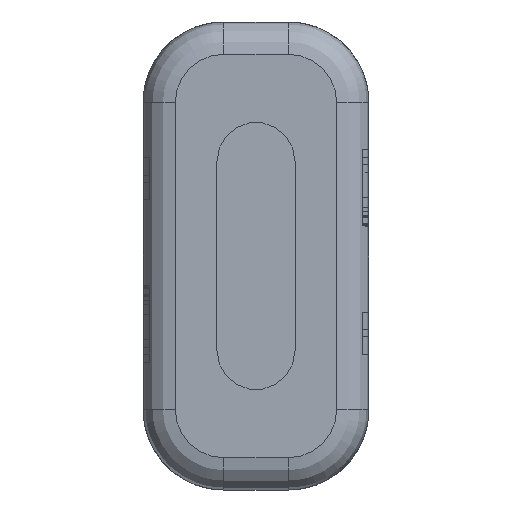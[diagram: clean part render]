
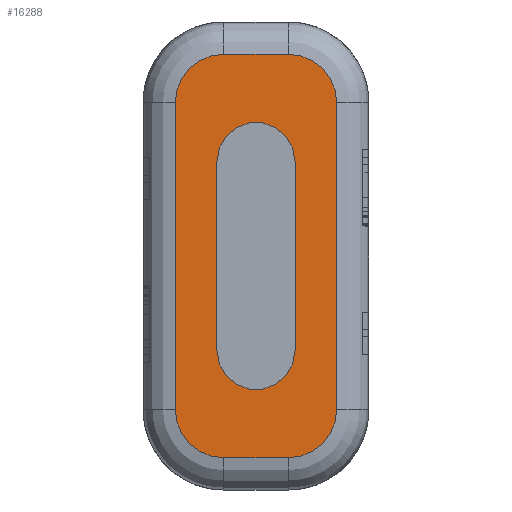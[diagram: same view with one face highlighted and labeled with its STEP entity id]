
A CAD part, front view. The second image highlights one B-rep face of the part: STEP entity #16288.
In plain terms, the highlighted planar face has unit normal (0, -1, 0).
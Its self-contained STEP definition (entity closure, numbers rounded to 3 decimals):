
#1376=CARTESIAN_POINT('',(4.5,-1047.55,4.75));
#1377=DIRECTION('',(0.,-1.,0.));
#1378=DIRECTION('',(1.,0.,0.));
#1379=AXIS2_PLACEMENT_3D('',#1376,#1377,#1378);
#1381=DIRECTION('',(0.,0.,1.));
#1382=VECTOR('',#1381,9.5);
#1383=CARTESIAN_POINT('',(6.,-1047.55,-4.75));
#1384=LINE('',#1383,#1382);
#1385=CARTESIAN_POINT('',(4.5,-1047.55,-4.75));
#1386=DIRECTION('',(0.,-1.,0.));
#1387=DIRECTION('',(0.,0.,-1.));
#1388=AXIS2_PLACEMENT_3D('',#1385,#1386,#1387);
#1390=CARTESIAN_POINT('',(2.5,-1047.55,-4.75));
#1391=DIRECTION('',(0.,-1.,0.));
#1392=DIRECTION('',(-1.,0.,0.));
#1393=AXIS2_PLACEMENT_3D('',#1390,#1391,#1392);
#1395=DIRECTION('',(0.,0.,-1.));
#1396=VECTOR('',#1395,9.5);
#1397=CARTESIAN_POINT('',(1.,-1047.55,4.75));
#1398=LINE('',#1397,#1396);
#1399=CARTESIAN_POINT('',(2.5,-1047.55,4.75));
#1400=DIRECTION('',(0.,-1.,0.));
#1401=DIRECTION('',(0.,0.,1.));
#1402=AXIS2_PLACEMENT_3D('',#1399,#1400,#1401);
#1404=CARTESIAN_POINT('',(3.5,-1047.55,2.93));
#1405=DIRECTION('',(0.,-1.,0.));
#1406=DIRECTION('',(1.,0.,0.));
#1407=AXIS2_PLACEMENT_3D('',#1404,#1405,#1406);
#1409=DIRECTION('',(0.,0.,1.));
#1410=VECTOR('',#1409,5.86);
#1411=CARTESIAN_POINT('',(2.29,-1047.55,-2.93));
#1412=LINE('',#1411,#1410);
#1413=CARTESIAN_POINT('',(3.5,-1047.55,-2.93));
#1414=DIRECTION('',(0.,-1.,0.));
#1415=DIRECTION('',(-1.,0.,0.));
#1416=AXIS2_PLACEMENT_3D('',#1413,#1414,#1415);
#1418=DIRECTION('',(0.,0.,-1.));
#1419=VECTOR('',#1418,5.86);
#1420=CARTESIAN_POINT('',(4.71,-1047.55,2.93));
#1421=LINE('',#1420,#1419);
#1431=DIRECTION('',(-1.,0.,0.));
#1432=VECTOR('',#1431,2.);
#1433=CARTESIAN_POINT('',(4.5,-1047.55,6.25));
#1434=LINE('',#1433,#1432);
#2699=DIRECTION('',(1.,0.,0.));
#2700=VECTOR('',#2699,2.);
#2701=CARTESIAN_POINT('',(2.5,-1047.55,-6.25));
#2702=LINE('',#2701,#2700);
#14128=CARTESIAN_POINT('',(1.,-1047.55,-4.75));
#14129=CARTESIAN_POINT('',(2.5,-1047.55,-6.25));
#14130=VERTEX_POINT('',#14128);
#14131=VERTEX_POINT('',#14129);
#14136=CARTESIAN_POINT('',(1.,-1047.55,4.75));
#14137=VERTEX_POINT('',#14136);
#14140=CARTESIAN_POINT('',(2.5,-1047.55,6.25));
#14141=VERTEX_POINT('',#14140);
#14195=CARTESIAN_POINT('',(6.,-1047.55,4.75));
#14196=CARTESIAN_POINT('',(4.5,-1047.55,6.25));
#14197=VERTEX_POINT('',#14195);
#14198=VERTEX_POINT('',#14196);
#14203=CARTESIAN_POINT('',(6.,-1047.55,-4.75));
#14204=VERTEX_POINT('',#14203);
#14207=CARTESIAN_POINT('',(4.5,-1047.55,-6.25));
#14208=VERTEX_POINT('',#14207);
#15273=CARTESIAN_POINT('',(4.71,-1047.55,2.93));
#15274=CARTESIAN_POINT('',(2.29,-1047.55,2.93));
#15275=VERTEX_POINT('',#15273);
#15276=VERTEX_POINT('',#15274);
#15277=CARTESIAN_POINT('',(4.71,-1047.55,-2.93));
#15278=VERTEX_POINT('',#15277);
#15279=CARTESIAN_POINT('',(2.29,-1047.55,-2.93));
#15280=VERTEX_POINT('',#15279);
#16256=CARTESIAN_POINT('',(0.,-1047.55,7.25));
#16257=DIRECTION('',(0.,-1.,0.));
#16258=DIRECTION('',(0.,0.,-1.));
#16259=AXIS2_PLACEMENT_3D('',#16256,#16257,#16258);
#16260=PLANE('',#16259);
#16262=ORIENTED_EDGE('',*,*,#16261,.F.);
#16263=ORIENTED_EDGE('',*,*,#16246,.F.);
#16265=ORIENTED_EDGE('',*,*,#16264,.F.);
#16267=ORIENTED_EDGE('',*,*,#16266,.F.);
#16269=ORIENTED_EDGE('',*,*,#16268,.F.);
#16271=ORIENTED_EDGE('',*,*,#16270,.F.);
#16273=ORIENTED_EDGE('',*,*,#16272,.F.);
#16275=ORIENTED_EDGE('',*,*,#16274,.F.);
#16276=EDGE_LOOP('',(#16262,#16263,#16265,#16267,#16269,#16271,#16273,#16275));
#16277=FACE_OUTER_BOUND('',#16276,.F.);
#16279=ORIENTED_EDGE('',*,*,#16278,.T.);
#16281=ORIENTED_EDGE('',*,*,#16280,.F.);
#16283=ORIENTED_EDGE('',*,*,#16282,.T.);
#16285=ORIENTED_EDGE('',*,*,#16284,.F.);
#16286=EDGE_LOOP('',(#16279,#16281,#16283,#16285));
#16287=FACE_BOUND('',#16286,.F.);
#16288=ADVANCED_FACE('',(#16277,#16287),#16260,.T.);
#1380=CIRCLE('',#1379,1.5);
#1389=CIRCLE('',#1388,1.5);
#1394=CIRCLE('',#1393,1.5);
#1403=CIRCLE('',#1402,1.5);
#1408=CIRCLE('',#1407,1.21);
#1417=CIRCLE('',#1416,1.21);
#16246=EDGE_CURVE('',#14197,#14198,#1380,.T.);
#16261=EDGE_CURVE('',#14198,#14141,#1434,.T.);
#16264=EDGE_CURVE('',#14204,#14197,#1384,.T.);
#16266=EDGE_CURVE('',#14208,#14204,#1389,.T.);
#16268=EDGE_CURVE('',#14131,#14208,#2702,.T.);
#16270=EDGE_CURVE('',#14130,#14131,#1394,.T.);
#16272=EDGE_CURVE('',#14137,#14130,#1398,.T.);
#16274=EDGE_CURVE('',#14141,#14137,#1403,.T.);
#16278=EDGE_CURVE('',#15275,#15276,#1408,.T.);
#16280=EDGE_CURVE('',#15280,#15276,#1412,.T.);
#16282=EDGE_CURVE('',#15280,#15278,#1417,.T.);
#16284=EDGE_CURVE('',#15275,#15278,#1421,.T.);
